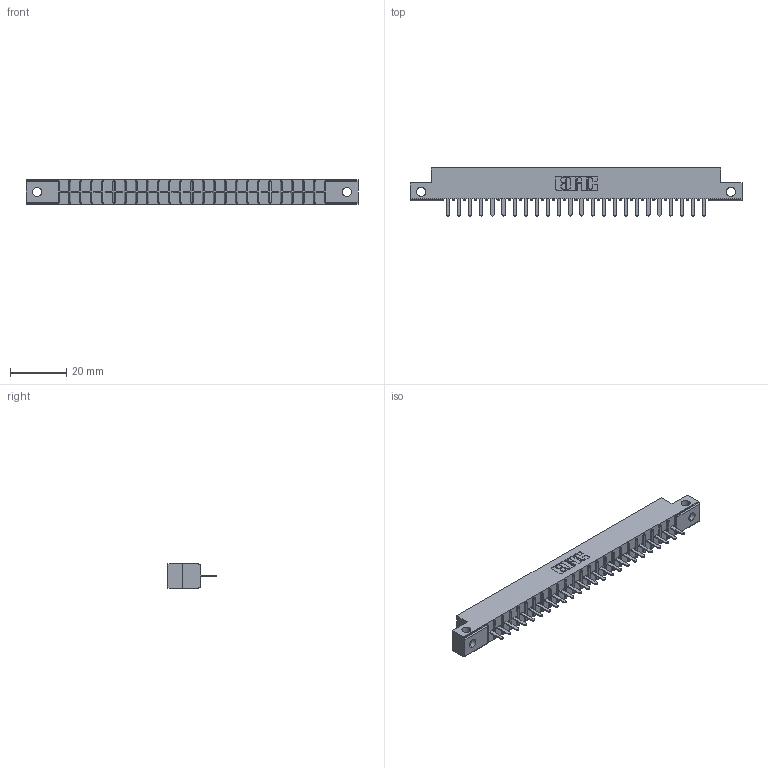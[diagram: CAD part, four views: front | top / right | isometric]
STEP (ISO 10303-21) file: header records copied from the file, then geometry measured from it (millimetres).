
FILE_DESCRIPTION (( 'STEP AP203' ), '1' );
FILE_NAME ('316-024-520-112.STEP', '2020-09-20T20:58:37', ( '' ), ( '' ), 'SwSTEP 2.0', 'SolidWorks 2020', '' );
FILE_SCHEMA (( 'CONFIG_CONTROL_DESIGN' ));
Length unit declared in the file: inch
Products named in the file (3): 306 Part_.128 Dia; 306-290-001_120; 316-024-520-112
Assembly tree (25 placements, depth 2):
  316-024-520-112
    306 Part_.128 Dia
    306-290-001_120  x24
Bounding box: 118.11 x 17.12 x 8.71 mm (x, y, z)
Volume: 7958.6 mm3; surface area: 11768.1 mm2
Topology: 25 solids, 25 shells, 1808 faces, 5080 edges, 3252 vertices
Faces by surface type: plane 1196, cylinder 516, sphere 96
Entity records: 25075 total; most frequent: CARTESIAN_POINT 4255, ORIENTED_EDGE 4172, DIRECTION 4136, EDGE_CURVE 2086, LINE 1606, VECTOR 1606, VERTEX_POINT 1320, AXIS2_PLACEMENT_3D 1265
